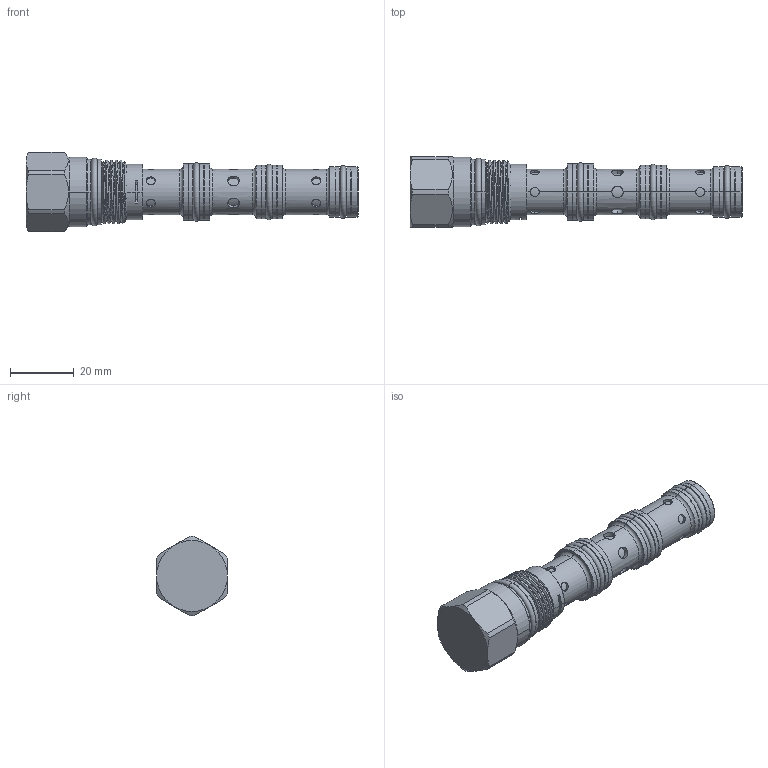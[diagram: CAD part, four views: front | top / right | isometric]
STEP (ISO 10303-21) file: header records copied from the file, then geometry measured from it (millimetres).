
FILE_DESCRIPTION (( 'STEP AP203' ), '1' );
FILE_NAME ('FD31A41-N.STEP', '2024-02-21T07:06:35', ( '' ), ( '' ), 'SwSTEP 2.0', 'SolidWorks 2018', '' );
FILE_SCHEMA (( 'CONFIG_CONTROL_DESIGN' ));
Length unit declared in the file: millimetre
Products named in the file (1): FD31A41-N
Bounding box: 104 x 22.22 x 24.79 mm (x, y, z)
Volume: 24953.1 mm3; surface area: 8245.8 mm2
Topology: 1 solids, 1 shells, 238 faces, 528 edges, 332 vertices
Faces by surface type: cylinder 146, plane 39, cone 30, torus 20, bspline 3
Entity records: 9317 total; most frequent: CARTESIAN_POINT 4070, DIRECTION 1091, ORIENTED_EDGE 1052, EDGE_CURVE 526, AXIS2_PLACEMENT_3D 463, VERTEX_POINT 332, EDGE_LOOP 280, FACE_OUTER_BOUND 238
